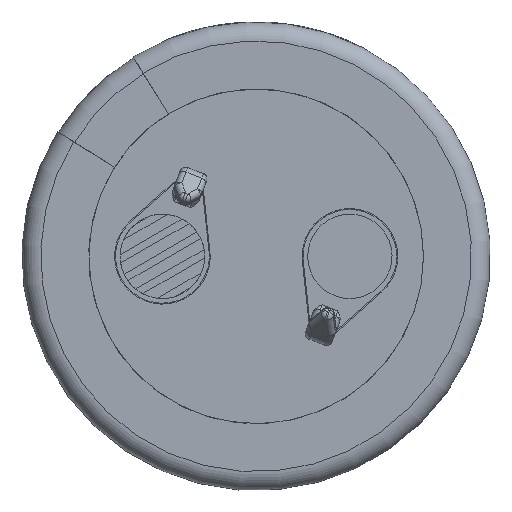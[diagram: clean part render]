
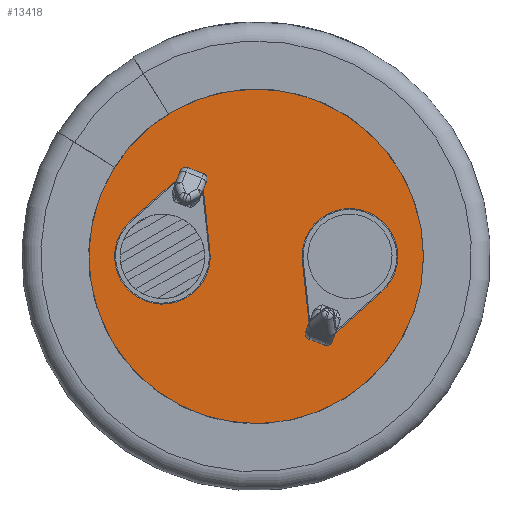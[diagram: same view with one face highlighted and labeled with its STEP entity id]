
A CAD part, front view. The second image highlights one B-rep face of the part: STEP entity #13418.
In plain terms, the highlighted planar face has unit normal (0, -1, 0).
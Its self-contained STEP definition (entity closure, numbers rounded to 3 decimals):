
#1431=LINE('',#16482,#1657);
#1432=LINE('',#16485,#1658);
#1433=LINE('',#16487,#1659);
#1434=LINE('',#16490,#1660);
#1435=LINE('',#16493,#1661);
#1436=LINE('',#16495,#1662);
#1657=VECTOR('',#14847,1000.);
#1658=VECTOR('',#14848,1000.);
#1659=VECTOR('',#14849,1000.);
#1660=VECTOR('',#14852,1000.);
#1661=VECTOR('',#14853,1000.);
#1662=VECTOR('',#14854,1000.);
#1930=ORIENTED_EDGE('',*,*,#4869,.T.);
#1931=ORIENTED_EDGE('',*,*,#4870,.F.);
#1932=ORIENTED_EDGE('',*,*,#4871,.F.);
#1933=ORIENTED_EDGE('',*,*,#4872,.F.);
#1934=ORIENTED_EDGE('',*,*,#4873,.F.);
#1935=ORIENTED_EDGE('',*,*,#4874,.T.);
#1936=ORIENTED_EDGE('',*,*,#4875,.T.);
#1937=ORIENTED_EDGE('',*,*,#4876,.T.);
#1938=ORIENTED_EDGE('',*,*,#4877,.T.);
#4869=EDGE_CURVE('',#6334,#6334,#7255,.T.);
#4870=EDGE_CURVE('',#6335,#6336,#1431,.T.);
#4871=EDGE_CURVE('',#6337,#6335,#1432,.T.);
#4872=EDGE_CURVE('',#6338,#6337,#1433,.T.);
#4873=EDGE_CURVE('',#6336,#6338,#7256,.T.);
#4874=EDGE_CURVE('',#6339,#6340,#1434,.T.);
#4875=EDGE_CURVE('',#6340,#6341,#1435,.T.);
#4876=EDGE_CURVE('',#6341,#6342,#1436,.T.);
#4877=EDGE_CURVE('',#6342,#6339,#7257,.T.);
#6334=VERTEX_POINT('',#16481);
#6335=VERTEX_POINT('',#16483);
#6336=VERTEX_POINT('',#16484);
#6337=VERTEX_POINT('',#16486);
#6338=VERTEX_POINT('',#16488);
#6339=VERTEX_POINT('',#16491);
#6340=VERTEX_POINT('',#16492);
#6341=VERTEX_POINT('',#16494);
#6342=VERTEX_POINT('',#16496);
#7255=CIRCLE('',#14066,10.357);
#7256=CIRCLE('',#14067,2.55);
#7257=CIRCLE('',#14068,2.55);
#7429=EDGE_LOOP('',(#1930));
#7430=EDGE_LOOP('',(#1931,#1932,#1933,#1934));
#7431=EDGE_LOOP('',(#1935,#1936,#1937,#1938));
#8141=FACE_BOUND('',#7429,.T.);
#8142=FACE_BOUND('',#7430,.T.);
#8143=FACE_BOUND('',#7431,.T.);
#8847=PLANE('',#14065);
#13418=ADVANCED_FACE('',(#8141,#8142,#8143),#8847,.T.);
#14065=AXIS2_PLACEMENT_3D('',#16479,#14843,#14844);
#14066=AXIS2_PLACEMENT_3D('',#16480,#14845,#14846);
#14067=AXIS2_PLACEMENT_3D('',#16489,#14850,#14851);
#14068=AXIS2_PLACEMENT_3D('',#16497,#14855,#14856);
#14843=DIRECTION('',(0.,-1.,0.));
#14844=DIRECTION('',(1.,0.,0.));
#14845=DIRECTION('',(0.,-1.,0.));
#14846=DIRECTION('',(1.,0.,0.));
#14847=DIRECTION('',(-0.748,0.,-0.664));
#14848=DIRECTION('',(-0.933,0.,0.36));
#14849=DIRECTION('',(-0.108,0.,0.994));
#14850=DIRECTION('',(0.,-1.,0.));
#14851=DIRECTION('',(0.,0.,1.));
#14852=DIRECTION('',(-0.748,0.,-0.664));
#14853=DIRECTION('',(-0.933,0.,0.36));
#14854=DIRECTION('',(-0.108,0.,0.994));
#14855=DIRECTION('',(0.,1.,0.));
#14856=DIRECTION('',(0.,0.,-1.));
#16479=CARTESIAN_POINT('',(0.,0.,0.));
#16480=CARTESIAN_POINT('',(0.,0.,0.));
#16481=CARTESIAN_POINT('',(10.357,0.,0.));
#16482=CARTESIAN_POINT('',(-4.27,0.,4.059));
#16483=CARTESIAN_POINT('',(-4.27,0.,4.059));
#16484=CARTESIAN_POINT('',(-6.694,0.,1.906));
#16485=CARTESIAN_POINT('',(-2.814,0.,3.497));
#16486=CARTESIAN_POINT('',(-2.814,0.,3.497));
#16487=CARTESIAN_POINT('',(-2.465,0.,0.274));
#16488=CARTESIAN_POINT('',(-2.465,0.,0.274));
#16489=CARTESIAN_POINT('',(-5.,0.,0.));
#16490=CARTESIAN_POINT('',(6.694,0.,-1.906));
#16491=CARTESIAN_POINT('',(6.694,0.,-1.906));
#16492=CARTESIAN_POINT('',(4.27,0.,-4.059));
#16493=CARTESIAN_POINT('',(4.27,0.,-4.059));
#16494=CARTESIAN_POINT('',(2.814,0.,-3.497));
#16495=CARTESIAN_POINT('',(2.814,0.,-3.497));
#16496=CARTESIAN_POINT('',(2.465,0.,-0.274));
#16497=CARTESIAN_POINT('',(5.,0.,0.));
